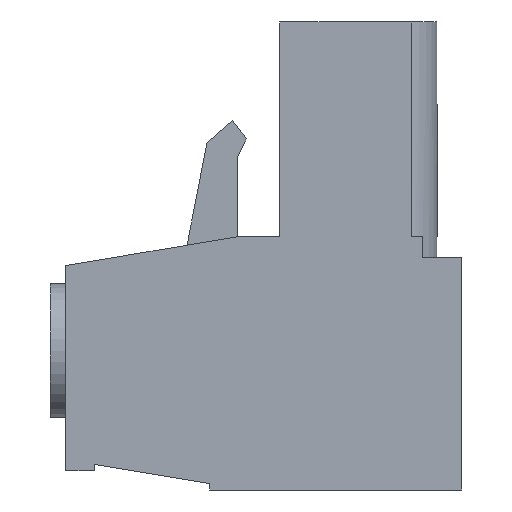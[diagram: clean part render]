
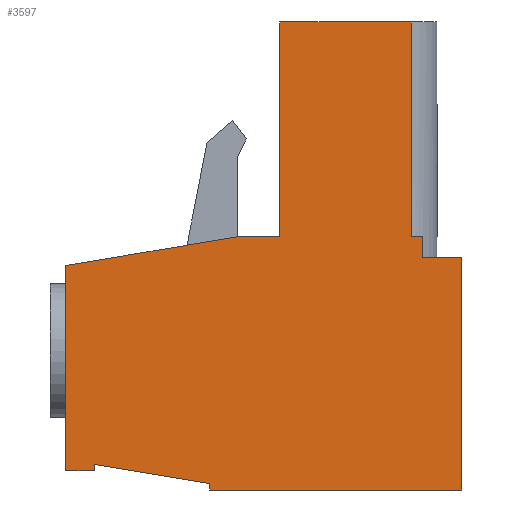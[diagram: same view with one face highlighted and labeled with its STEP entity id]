
A CAD part, left-side view. The second image highlights one B-rep face of the part: STEP entity #3597.
In plain terms, the highlighted planar face has unit normal (-1, 0, 0).
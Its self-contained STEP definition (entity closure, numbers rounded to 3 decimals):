
#43 = DIRECTION ( 'NONE',  ( 0., 0., 1. ) ) ;
#48 = CARTESIAN_POINT ( 'NONE',  ( 0., 15.35, 0.75 ) ) ;
#83 = EDGE_CURVE ( 'NONE', #4241, #1431, #5639, .T. ) ;
#139 = LINE ( 'NONE', #1858, #3314 ) ;
#252 = EDGE_LOOP ( 'NONE', ( #826, #1471, #1775, #2044, #2409, #2776, #2971, #3242, #3708, #4257, #4894, #5614, #6253, #6615, #7164 ) ) ;
#291 = VERTEX_POINT ( 'NONE', #3189 ) ;
#328 = VERTEX_POINT ( 'NONE', #4505 ) ;
#696 = EDGE_CURVE ( 'NONE', #3050, #5842, #2786, .T. ) ;
#708 = LINE ( 'NONE', #1226, #3684 ) ;
#737 = DIRECTION ( 'NONE',  ( 0., 0., -1. ) ) ;
#826 = ORIENTED_EDGE ( 'NONE', *, *, #83, .F. ) ;
#856 = EDGE_CURVE ( 'NONE', #328, #1928, #3246, .T. ) ;
#1047 = CARTESIAN_POINT ( 'NONE',  ( 0., 15.35, 0.75 ) ) ;
#1050 = VECTOR ( 'NONE', #5479, 1000. ) ;
#1075 = VECTOR ( 'NONE', #2736, 1000. ) ;
#1105 = VERTEX_POINT ( 'NONE', #5253 ) ;
#1129 = DIRECTION ( 'NONE',  ( 0., 1., 0. ) ) ;
#1226 = CARTESIAN_POINT ( 'NONE',  ( 0., 9.77, 0. ) ) ;
#1259 = VECTOR ( 'NONE', #7597, 1000. ) ;
#1331 = CARTESIAN_POINT ( 'NONE',  ( 0., 9.77, 0.25 ) ) ;
#1398 = VERTEX_POINT ( 'NONE', #3391 ) ;
#1421 = AXIS2_PLACEMENT_3D ( 'NONE', #3422, #3392, #3278 ) ;
#1431 = VERTEX_POINT ( 'NONE', #1623 ) ;
#1454 = LINE ( 'NONE', #1894, #4424 ) ;
#1471 = ORIENTED_EDGE ( 'NONE', *, *, #7319, .F. ) ;
#1499 = VERTEX_POINT ( 'NONE', #1331 ) ;
#1548 = VECTOR ( 'NONE', #2521, 1000. ) ;
#1623 = CARTESIAN_POINT ( 'NONE',  ( 0., 9.77, 0. ) ) ;
#1747 = VERTEX_POINT ( 'NONE', #5474 ) ;
#1751 = LINE ( 'NONE', #2314, #7605 ) ;
#1775 = ORIENTED_EDGE ( 'NONE', *, *, #1978, .F. ) ;
#1858 = CARTESIAN_POINT ( 'NONE',  ( 0., 9.77, 0.25 ) ) ;
#1894 = CARTESIAN_POINT ( 'NONE',  ( 0., 1.95, 18.15 ) ) ;
#1928 = VERTEX_POINT ( 'NONE', #1047 ) ;
#1932 = CARTESIAN_POINT ( 'NONE',  ( 0., 1.95, 9.85 ) ) ;
#1978 = EDGE_CURVE ( 'NONE', #5842, #6366, #1751, .T. ) ;
#2044 = ORIENTED_EDGE ( 'NONE', *, *, #696, .F. ) ;
#2127 = CARTESIAN_POINT ( 'NONE',  ( 0., 14.25, 0.75 ) ) ;
#2186 = LINE ( 'NONE', #7130, #2380 ) ;
#2314 = CARTESIAN_POINT ( 'NONE',  ( 0., 0., 9. ) ) ;
#2380 = VECTOR ( 'NONE', #7287, 1000. ) ;
#2409 = ORIENTED_EDGE ( 'NONE', *, *, #5527, .F. ) ;
#2513 = EDGE_CURVE ( 'NONE', #291, #6445, #2186, .T. ) ;
#2521 = DIRECTION ( 'NONE',  ( 0., 0., -1. ) ) ;
#2736 = DIRECTION ( 'NONE',  ( 0., 0., -1. ) ) ;
#2776 = ORIENTED_EDGE ( 'NONE', *, *, #5701, .F. ) ;
#2786 = LINE ( 'NONE', #3212, #7267 ) ;
#2847 = DIRECTION ( 'NONE',  ( 0., -1., 0. ) ) ;
#2971 = ORIENTED_EDGE ( 'NONE', *, *, #5082, .F. ) ;
#3050 = VERTEX_POINT ( 'NONE', #5062 ) ;
#3176 = LINE ( 'NONE', #4829, #4749 ) ;
#3189 = CARTESIAN_POINT ( 'NONE',  ( 0., 7.05, 9.85 ) ) ;
#3212 = CARTESIAN_POINT ( 'NONE',  ( 0., 1.5, 9. ) ) ;
#3242 = ORIENTED_EDGE ( 'NONE', *, *, #2513, .F. ) ;
#3246 = LINE ( 'NONE', #48, #6175 ) ;
#3271 = CARTESIAN_POINT ( 'NONE',  ( 0., 0., 0. ) ) ;
#3278 = DIRECTION ( 'NONE',  ( 0., 0., 1. ) ) ;
#3314 = VECTOR ( 'NONE', #5951, 1000. ) ;
#3361 = CARTESIAN_POINT ( 'NONE',  ( 0., 7.05, 18.15 ) ) ;
#3391 = CARTESIAN_POINT ( 'NONE',  ( 0., 15.35, 8.7 ) ) ;
#3392 = DIRECTION ( 'NONE',  ( -1., 0., 0. ) ) ;
#3422 = CARTESIAN_POINT ( 'NONE',  ( 0., 0., 0. ) ) ;
#3454 = PLANE ( 'NONE',  #1421 ) ;
#3486 = EDGE_CURVE ( 'NONE', #4832, #291, #3176, .T. ) ;
#3565 = EDGE_CURVE ( 'NONE', #1398, #4832, #4384, .T. ) ;
#3597 = ADVANCED_FACE ( 'NONE', ( #6914 ), #3454, .T. ) ;
#3684 = VECTOR ( 'NONE', #43, 1000. ) ;
#3708 = ORIENTED_EDGE ( 'NONE', *, *, #3486, .F. ) ;
#4033 = CARTESIAN_POINT ( 'NONE',  ( 0., 8.55, 9.85 ) ) ;
#4052 = VECTOR ( 'NONE', #5247, 1000. ) ;
#4061 = CARTESIAN_POINT ( 'NONE',  ( 0., 8.55, 9.85 ) ) ;
#4099 = VECTOR ( 'NONE', #7402, 1000. ) ;
#4114 = DIRECTION ( 'NONE',  ( 0., -0.986, 0.167 ) ) ;
#4238 = LINE ( 'NONE', #2127, #1075 ) ;
#4241 = VERTEX_POINT ( 'NONE', #3271 ) ;
#4257 = ORIENTED_EDGE ( 'NONE', *, *, #3565, .F. ) ;
#4384 = LINE ( 'NONE', #4061, #7104 ) ;
#4424 = VECTOR ( 'NONE', #5961, 1000. ) ;
#4505 = CARTESIAN_POINT ( 'NONE',  ( 0., 14.25, 0.75 ) ) ;
#4749 = VECTOR ( 'NONE', #4777, 1000. ) ;
#4777 = DIRECTION ( 'NONE',  ( 0., -1., 0. ) ) ;
#4829 = CARTESIAN_POINT ( 'NONE',  ( 0., 7.05, 9.85 ) ) ;
#4832 = VERTEX_POINT ( 'NONE', #4033 ) ;
#4894 = ORIENTED_EDGE ( 'NONE', *, *, #5950, .F. ) ;
#5050 = CARTESIAN_POINT ( 'NONE',  ( 0., 0., 9. ) ) ;
#5062 = CARTESIAN_POINT ( 'NONE',  ( 0., 1.5, 9.85 ) ) ;
#5082 = EDGE_CURVE ( 'NONE', #6445, #1747, #1454, .T. ) ;
#5186 = CARTESIAN_POINT ( 'NONE',  ( 0., 9.77, 0. ) ) ;
#5247 = DIRECTION ( 'NONE',  ( 0., -1., 0. ) ) ;
#5253 = CARTESIAN_POINT ( 'NONE',  ( 0., 14.25, 0.99 ) ) ;
#5286 = VERTEX_POINT ( 'NONE', #6596 ) ;
#5474 = CARTESIAN_POINT ( 'NONE',  ( 0., 1.95, 18.15 ) ) ;
#5479 = DIRECTION ( 'NONE',  ( 0., 0., -1. ) ) ;
#5505 = EDGE_CURVE ( 'NONE', #1105, #328, #4238, .T. ) ;
#5527 = EDGE_CURVE ( 'NONE', #5286, #3050, #5965, .T. ) ;
#5614 = ORIENTED_EDGE ( 'NONE', *, *, #856, .F. ) ;
#5639 = LINE ( 'NONE', #5186, #4099 ) ;
#5653 = EDGE_CURVE ( 'NONE', #1499, #1105, #139, .T. ) ;
#5701 = EDGE_CURVE ( 'NONE', #1747, #5286, #5872, .T. ) ;
#5842 = VERTEX_POINT ( 'NONE', #7276 ) ;
#5872 = LINE ( 'NONE', #1932, #1548 ) ;
#5950 = EDGE_CURVE ( 'NONE', #1928, #1398, #6318, .T. ) ;
#5951 = DIRECTION ( 'NONE',  ( 0., 0.987, 0.163 ) ) ;
#5961 = DIRECTION ( 'NONE',  ( 0., -1., 0. ) ) ;
#5965 = LINE ( 'NONE', #6817, #4052 ) ;
#6050 = EDGE_CURVE ( 'NONE', #1431, #1499, #708, .T. ) ;
#6175 = VECTOR ( 'NONE', #1129, 1000. ) ;
#6253 = ORIENTED_EDGE ( 'NONE', *, *, #5505, .F. ) ;
#6318 = LINE ( 'NONE', #7007, #1259 ) ;
#6366 = VERTEX_POINT ( 'NONE', #5050 ) ;
#6445 = VERTEX_POINT ( 'NONE', #3361 ) ;
#6596 = CARTESIAN_POINT ( 'NONE',  ( 0., 1.95, 9.85 ) ) ;
#6615 = ORIENTED_EDGE ( 'NONE', *, *, #5653, .F. ) ;
#6648 = CARTESIAN_POINT ( 'NONE',  ( 0., 0., 0. ) ) ;
#6817 = CARTESIAN_POINT ( 'NONE',  ( 0., 1.5, 9.85 ) ) ;
#6914 = FACE_OUTER_BOUND ( 'NONE', #252, .T. ) ;
#7007 = CARTESIAN_POINT ( 'NONE',  ( 0., 15.35, 8.7 ) ) ;
#7104 = VECTOR ( 'NONE', #4114, 1000. ) ;
#7120 = LINE ( 'NONE', #6648, #1050 ) ;
#7130 = CARTESIAN_POINT ( 'NONE',  ( 0., 7.05, 18.15 ) ) ;
#7164 = ORIENTED_EDGE ( 'NONE', *, *, #6050, .F. ) ;
#7267 = VECTOR ( 'NONE', #737, 1000. ) ;
#7276 = CARTESIAN_POINT ( 'NONE',  ( 0., 1.5, 9. ) ) ;
#7287 = DIRECTION ( 'NONE',  ( 0., 0., 1. ) ) ;
#7319 = EDGE_CURVE ( 'NONE', #6366, #4241, #7120, .T. ) ;
#7402 = DIRECTION ( 'NONE',  ( 0., 1., 0. ) ) ;
#7597 = DIRECTION ( 'NONE',  ( 0., 0., 1. ) ) ;
#7605 = VECTOR ( 'NONE', #2847, 1000. ) ;
